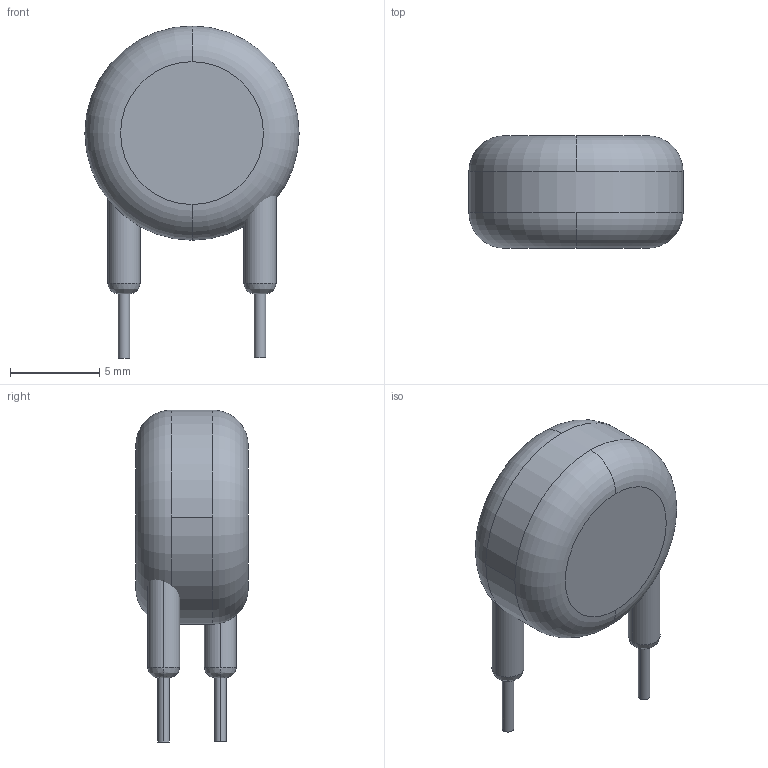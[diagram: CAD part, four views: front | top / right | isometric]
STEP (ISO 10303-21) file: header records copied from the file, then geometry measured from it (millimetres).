
FILE_DESCRIPTION((''),'2;1');
FILE_NAME('VAR_EPCOS_B72210S0461K101.stp','2009-12-17T16:06:42',(''),(''),'Mechanical Desktop 2006','Mechanical Desktop 2006',', , ');
FILE_SCHEMA(('AUTOMOTIVE_DESIGN { 1 2 10303 214 0 1 1 1 }'));
Length unit declared in the file: millimetre
Products named in the file (1): Product
Bounding box: 12 x 6.3 x 18.6 mm (x, y, z)
Volume: 700.1 mm3; surface area: 520.3 mm2
Topology: 5 solids, 5 shells, 28 faces, 54 edges, 38 vertices
Faces by surface type: cylinder 10, plane 10, bspline 4, torus 4
Entity records: 950 total; most frequent: CARTESIAN_POINT 295, DIRECTION 146, ORIENTED_EDGE 104, AXIS2_PLACEMENT_3D 67, EDGE_CURVE 52, CIRCLE 42, VERTEX_POINT 34, EDGE_LOOP 28
